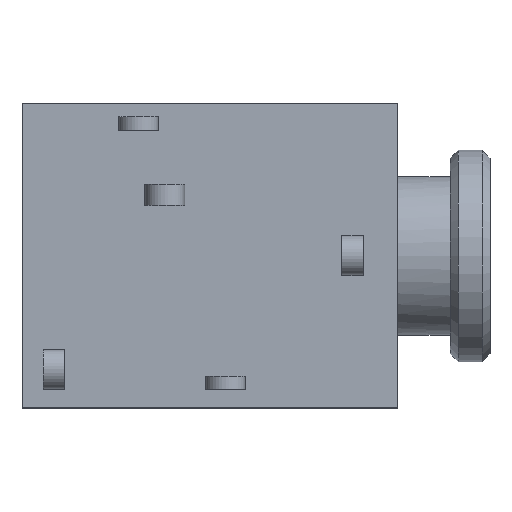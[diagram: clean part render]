
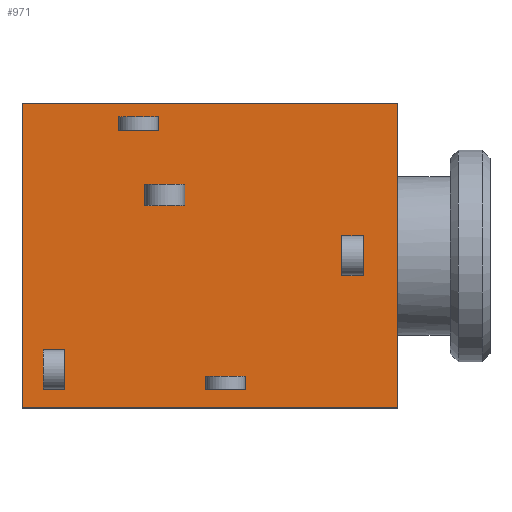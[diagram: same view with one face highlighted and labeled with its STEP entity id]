
A CAD part, top view. The second image highlights one B-rep face of the part: STEP entity #971.
In plain terms, the highlighted planar face has unit normal (0, 0, 1).
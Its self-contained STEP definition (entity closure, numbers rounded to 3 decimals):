
#22=FACE_BOUND('',#378,.T.);
#23=FACE_BOUND('',#379,.T.);
#24=FACE_BOUND('',#380,.T.);
#25=FACE_BOUND('',#381,.T.);
#26=FACE_BOUND('',#382,.T.);
#62=PLANE('',#1074);
#76=LINE('',#1391,#172);
#81=LINE('',#1402,#177);
#83=LINE('',#1410,#179);
#88=LINE('',#1425,#184);
#93=LINE('',#1436,#189);
#95=LINE('',#1444,#191);
#100=LINE('',#1459,#196);
#104=LINE('',#1469,#200);
#107=LINE('',#1474,#203);
#108=LINE('',#1476,#204);
#110=LINE('',#1480,#206);
#111=LINE('',#1482,#207);
#113=LINE('',#1486,#209);
#114=LINE('',#1488,#210);
#116=LINE('',#1492,#212);
#118=LINE('',#1496,#214);
#119=LINE('',#1498,#215);
#121=LINE('',#1503,#217);
#123=LINE('',#1506,#219);
#124=LINE('',#1508,#220);
#131=LINE('',#1526,#227);
#134=LINE('',#1532,#230);
#137=LINE('',#1538,#233);
#151=LINE('',#1571,#247);
#153=LINE('',#1574,#249);
#172=VECTOR('',#1138,10.);
#177=VECTOR('',#1149,10.);
#179=VECTOR('',#1155,10.);
#184=VECTOR('',#1168,10.);
#189=VECTOR('',#1179,10.);
#191=VECTOR('',#1185,10.);
#196=VECTOR('',#1198,10.);
#200=VECTOR('',#1208,10.);
#203=VECTOR('',#1213,10.);
#204=VECTOR('',#1216,10.);
#206=VECTOR('',#1220,10.);
#207=VECTOR('',#1223,10.);
#209=VECTOR('',#1227,10.);
#210=VECTOR('',#1230,10.);
#212=VECTOR('',#1234,10.);
#214=VECTOR('',#1238,10.);
#215=VECTOR('',#1241,10.);
#217=VECTOR('',#1245,10.);
#219=VECTOR('',#1249,10.);
#220=VECTOR('',#1252,10.);
#227=VECTOR('',#1265,10.);
#230=VECTOR('',#1270,10.);
#233=VECTOR('',#1275,10.);
#247=VECTOR('',#1311,10.);
#249=VECTOR('',#1315,10.);
#318=FACE_OUTER_BOUND('',#377,.T.);
#377=EDGE_LOOP('',(#808,#809,#810,#811,#812));
#378=EDGE_LOOP('',(#813,#814,#815,#816));
#379=EDGE_LOOP('',(#817,#818,#819,#820));
#380=EDGE_LOOP('',(#821,#822,#823,#824));
#381=EDGE_LOOP('',(#825,#826,#827,#828));
#382=EDGE_LOOP('',(#829,#830,#831,#832));
#432=VERTEX_POINT('',#1388);
#433=VERTEX_POINT('',#1390);
#436=VERTEX_POINT('',#1400);
#439=VERTEX_POINT('',#1407);
#440=VERTEX_POINT('',#1409);
#445=VERTEX_POINT('',#1422);
#446=VERTEX_POINT('',#1424);
#449=VERTEX_POINT('',#1434);
#452=VERTEX_POINT('',#1441);
#453=VERTEX_POINT('',#1443);
#458=VERTEX_POINT('',#1456);
#459=VERTEX_POINT('',#1458);
#462=VERTEX_POINT('',#1468);
#463=VERTEX_POINT('',#1472);
#464=VERTEX_POINT('',#1478);
#465=VERTEX_POINT('',#1484);
#466=VERTEX_POINT('',#1490);
#467=VERTEX_POINT('',#1494);
#468=VERTEX_POINT('',#1500);
#469=VERTEX_POINT('',#1502);
#475=VERTEX_POINT('',#1520);
#477=VERTEX_POINT('',#1524);
#479=VERTEX_POINT('',#1529);
#481=VERTEX_POINT('',#1535);
#489=VERTEX_POINT('',#1568);
#518=EDGE_CURVE('',#433,#432,#76,.T.);
#524=EDGE_CURVE('',#432,#436,#81,.T.);
#527=EDGE_CURVE('',#440,#439,#83,.T.);
#534=EDGE_CURVE('',#446,#445,#88,.T.);
#540=EDGE_CURVE('',#445,#449,#93,.T.);
#543=EDGE_CURVE('',#453,#452,#95,.T.);
#550=EDGE_CURVE('',#459,#458,#100,.T.);
#555=EDGE_CURVE('',#462,#453,#104,.T.);
#558=EDGE_CURVE('',#452,#463,#107,.T.);
#559=EDGE_CURVE('',#463,#462,#108,.T.);
#561=EDGE_CURVE('',#436,#464,#110,.T.);
#562=EDGE_CURVE('',#464,#433,#111,.T.);
#564=EDGE_CURVE('',#449,#465,#113,.T.);
#565=EDGE_CURVE('',#465,#446,#114,.T.);
#567=EDGE_CURVE('',#458,#466,#116,.T.);
#569=EDGE_CURVE('',#466,#467,#118,.T.);
#570=EDGE_CURVE('',#467,#459,#119,.T.);
#572=EDGE_CURVE('',#469,#468,#121,.T.);
#574=EDGE_CURVE('',#468,#440,#123,.T.);
#575=EDGE_CURVE('',#439,#469,#124,.T.);
#583=EDGE_CURVE('',#475,#477,#131,.T.);
#586=EDGE_CURVE('',#479,#475,#134,.T.);
#589=EDGE_CURVE('',#481,#479,#137,.T.);
#606=EDGE_CURVE('',#489,#481,#151,.T.);
#608=EDGE_CURVE('',#477,#489,#153,.T.);
#808=ORIENTED_EDGE('',*,*,#586,.T.);
#809=ORIENTED_EDGE('',*,*,#583,.T.);
#810=ORIENTED_EDGE('',*,*,#608,.T.);
#811=ORIENTED_EDGE('',*,*,#606,.T.);
#812=ORIENTED_EDGE('',*,*,#589,.T.);
#813=ORIENTED_EDGE('',*,*,#555,.T.);
#814=ORIENTED_EDGE('',*,*,#543,.T.);
#815=ORIENTED_EDGE('',*,*,#558,.T.);
#816=ORIENTED_EDGE('',*,*,#559,.T.);
#817=ORIENTED_EDGE('',*,*,#524,.T.);
#818=ORIENTED_EDGE('',*,*,#561,.T.);
#819=ORIENTED_EDGE('',*,*,#562,.T.);
#820=ORIENTED_EDGE('',*,*,#518,.T.);
#821=ORIENTED_EDGE('',*,*,#540,.T.);
#822=ORIENTED_EDGE('',*,*,#564,.T.);
#823=ORIENTED_EDGE('',*,*,#565,.T.);
#824=ORIENTED_EDGE('',*,*,#534,.T.);
#825=ORIENTED_EDGE('',*,*,#550,.T.);
#826=ORIENTED_EDGE('',*,*,#567,.T.);
#827=ORIENTED_EDGE('',*,*,#569,.T.);
#828=ORIENTED_EDGE('',*,*,#570,.T.);
#829=ORIENTED_EDGE('',*,*,#572,.T.);
#830=ORIENTED_EDGE('',*,*,#574,.T.);
#831=ORIENTED_EDGE('',*,*,#527,.T.);
#832=ORIENTED_EDGE('',*,*,#575,.T.);
#971=ADVANCED_FACE('',(#318,#22,#23,#24,#25,#26),#62,.T.);
#1074=AXIS2_PLACEMENT_3D('',#1575,#1316,#1317);
#1138=DIRECTION('',(-1.,0.,0.));
#1149=DIRECTION('',(0.,1.,0.));
#1155=DIRECTION('',(0.,1.,0.));
#1168=DIRECTION('',(-1.,0.,0.));
#1179=DIRECTION('',(0.,1.,0.));
#1185=DIRECTION('',(-1.,0.,0.));
#1198=DIRECTION('',(0.,1.,0.));
#1208=DIRECTION('',(0.,-1.,0.));
#1213=DIRECTION('',(0.,1.,0.));
#1216=DIRECTION('',(1.,0.,0.));
#1220=DIRECTION('',(1.,0.,0.));
#1223=DIRECTION('',(0.,-1.,0.));
#1227=DIRECTION('',(1.,0.,0.));
#1230=DIRECTION('',(0.,-1.,0.));
#1234=DIRECTION('',(1.,0.,0.));
#1238=DIRECTION('',(0.,-1.,0.));
#1241=DIRECTION('',(-1.,0.,0.));
#1245=DIRECTION('',(0.,-1.,0.));
#1249=DIRECTION('',(-1.,0.,0.));
#1252=DIRECTION('',(1.,0.,0.));
#1265=DIRECTION('',(0.,1.,0.));
#1270=DIRECTION('',(1.,0.,0.));
#1275=DIRECTION('',(0.,-1.,0.));
#1311=DIRECTION('',(-1.,0.,0.));
#1315=DIRECTION('',(0.,1.,0.));
#1316=DIRECTION('center_axis',(0.,0.,1.));
#1317=DIRECTION('ref_axis',(1.,0.,0.));
#1388=CARTESIAN_POINT('',(6.95,0.7,5.));
#1390=CARTESIAN_POINT('',(8.45,0.7,5.));
#1391=CARTESIAN_POINT('',(7.025,0.7,5.));
#1400=CARTESIAN_POINT('',(6.95,1.2,5.));
#1402=CARTESIAN_POINT('',(6.95,3.475,5.));
#1407=CARTESIAN_POINT('',(0.8,2.2,5.));
#1409=CARTESIAN_POINT('',(0.8,0.7,5.));
#1410=CARTESIAN_POINT('',(0.8,3.975,5.));
#1422=CARTESIAN_POINT('',(3.65,10.5,5.));
#1424=CARTESIAN_POINT('',(5.15,10.5,5.));
#1425=CARTESIAN_POINT('',(5.375,10.5,5.));
#1434=CARTESIAN_POINT('',(3.65,11.,5.));
#1436=CARTESIAN_POINT('',(3.65,8.375,5.));
#1441=CARTESIAN_POINT('',(4.65,7.65,5.));
#1443=CARTESIAN_POINT('',(6.15,7.65,5.));
#1444=CARTESIAN_POINT('',(5.875,7.65,5.));
#1456=CARTESIAN_POINT('',(12.1,6.5,5.));
#1458=CARTESIAN_POINT('',(12.1,5.,5.));
#1459=CARTESIAN_POINT('',(12.1,6.125,5.));
#1468=CARTESIAN_POINT('',(6.15,8.45,5.));
#1469=CARTESIAN_POINT('',(6.15,6.7,5.));
#1472=CARTESIAN_POINT('',(4.65,8.45,5.));
#1474=CARTESIAN_POINT('',(4.65,7.1,5.));
#1476=CARTESIAN_POINT('',(6.625,8.45,5.));
#1478=CARTESIAN_POINT('',(8.45,1.2,5.));
#1480=CARTESIAN_POINT('',(7.775,1.2,5.));
#1482=CARTESIAN_POINT('',(8.45,3.225,5.));
#1484=CARTESIAN_POINT('',(5.15,11.,5.));
#1486=CARTESIAN_POINT('',(6.125,11.,5.));
#1488=CARTESIAN_POINT('',(5.15,8.125,5.));
#1490=CARTESIAN_POINT('',(12.9,6.5,5.));
#1492=CARTESIAN_POINT('',(10.,6.5,5.));
#1494=CARTESIAN_POINT('',(12.9,5.,5.));
#1496=CARTESIAN_POINT('',(12.9,5.375,5.));
#1498=CARTESIAN_POINT('',(9.6,5.,5.));
#1500=CARTESIAN_POINT('',(1.6,0.7,5.));
#1502=CARTESIAN_POINT('',(1.6,2.2,5.));
#1503=CARTESIAN_POINT('',(1.6,3.225,5.));
#1506=CARTESIAN_POINT('',(3.95,0.7,5.));
#1508=CARTESIAN_POINT('',(4.35,2.2,5.));
#1520=CARTESIAN_POINT('',(14.2,0.,5.));
#1524=CARTESIAN_POINT('',(14.2,5.75,5.));
#1526=CARTESIAN_POINT('',(14.2,0.,5.));
#1529=CARTESIAN_POINT('',(0.,0.,5.));
#1532=CARTESIAN_POINT('',(0.,0.,5.));
#1535=CARTESIAN_POINT('',(0.,11.5,5.));
#1538=CARTESIAN_POINT('',(0.,11.5,5.));
#1568=CARTESIAN_POINT('',(14.2,11.5,5.));
#1571=CARTESIAN_POINT('',(14.2,11.5,5.));
#1574=CARTESIAN_POINT('',(14.2,0.,5.));
#1575=CARTESIAN_POINT('Origin',(7.1,5.75,5.));
